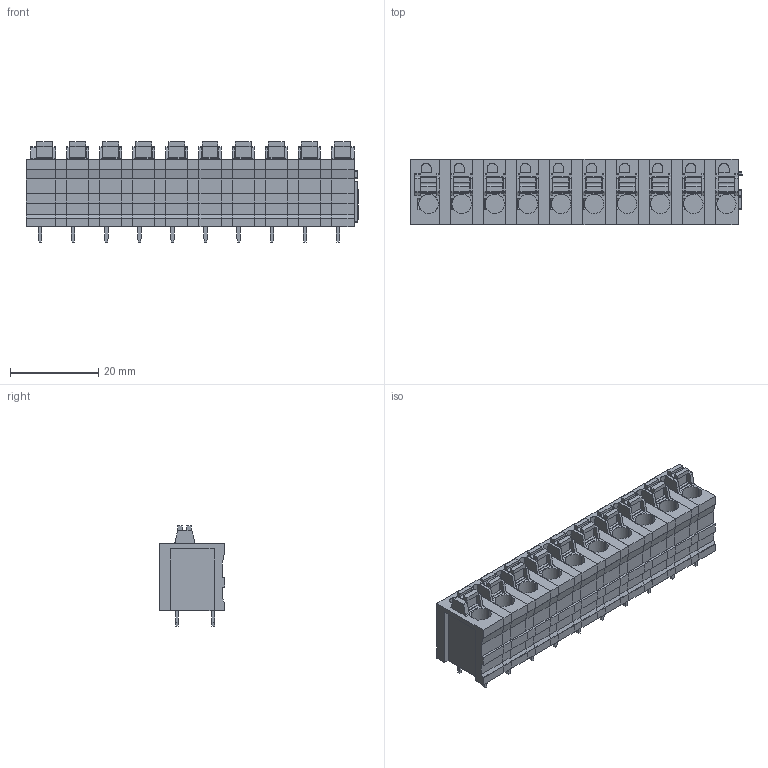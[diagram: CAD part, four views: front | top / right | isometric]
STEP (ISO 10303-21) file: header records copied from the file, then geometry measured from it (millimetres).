
FILE_DESCRIPTION(('CATIA V5 STEP Exchange','CAx-IF Rec.Pracs.--- Model Styling and Organization---1.4--- 2014-01-23'),'2;1');
FILE_NAME ('1296371-1_0', '2022-05-31T06:05:48+00:00', ('none'), ('Weidmueller'), 'CATIA Version 5-6 Release 2016 SP3 HF44', 'CATIA V5 STEP AP214', 'none');
FILE_SCHEMA(('AUTOMOTIVE_DESIGN { 1 0 10303 214 1 1 1 1 }'));
Length unit declared in the file: millimetre
Products named in the file (1): 2774510000
Bounding box: 75.23 x 14.8 x 22.7 mm (x, y, z)
Volume: 15764.1 mm3; surface area: 16096.3 mm2
Topology: 49 solids, 49 shells, 1072 faces, 2853 edges, 1902 vertices
Faces by surface type: plane 867, cylinder 205
Entity records: 32951 total; most frequent: CARTESIAN_POINT 6646, ORIENTED_EDGE 5706, DIRECTION 4688, EDGE_CURVE 2853, VECTOR 2423, LINE 2423, VERTEX_POINT 1902, AXIS2_PLACEMENT_3D 1301
